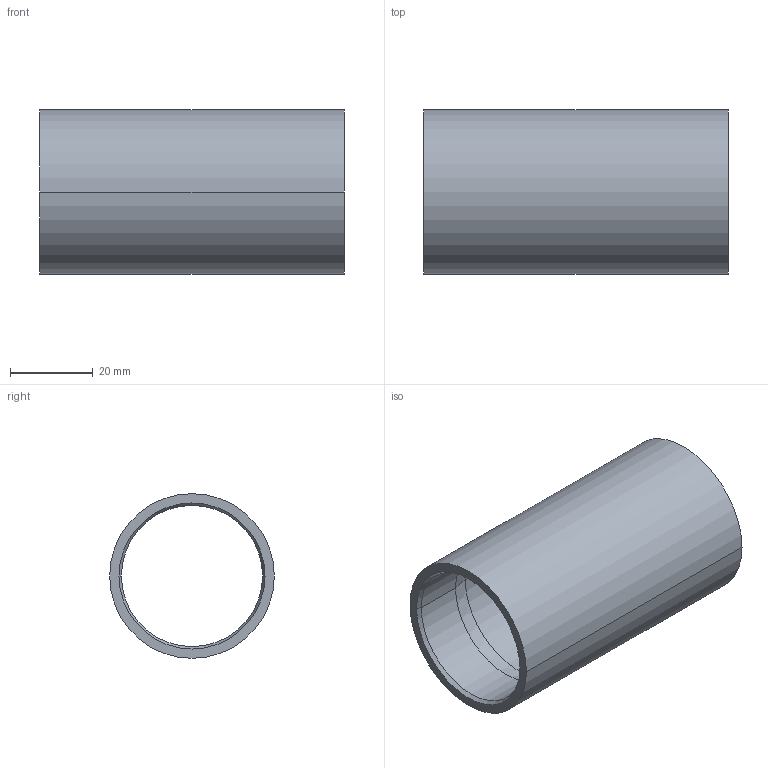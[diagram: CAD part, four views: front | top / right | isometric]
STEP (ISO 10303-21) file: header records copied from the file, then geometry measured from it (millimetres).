
FILE_DESCRIPTION (( 'STEP AP214' ), '1' );
FILE_NAME ('1.5625 x 73.5 PMW BSA.STEP', '2025-04-07T20:46:18', ( '' ), ( '' ), 'SwSTEP 2.0', 'SolidWorks 2023', '' );
FILE_SCHEMA (( 'AUTOMOTIVE_DESIGN' ));
Length unit declared in the file: inch
Products named in the file (1): 1.5625 x 73.5 PMW BSA
Bounding box: 73.5 x 39.69 x 39.69 mm (x, y, z)
Volume: 20835 mm3; surface area: 17842.8 mm2
Topology: 1 solids, 1 shells, 24 faces, 48 edges, 28 vertices
Faces by surface type: cylinder 12, cone 4, torus 4, plane 4
Entity records: 659 total; most frequent: DIRECTION 130, CARTESIAN_POINT 101, ORIENTED_EDGE 96, AXIS2_PLACEMENT_3D 57, EDGE_CURVE 48, CIRCLE 32, VERTEX_POINT 28, EDGE_LOOP 28
